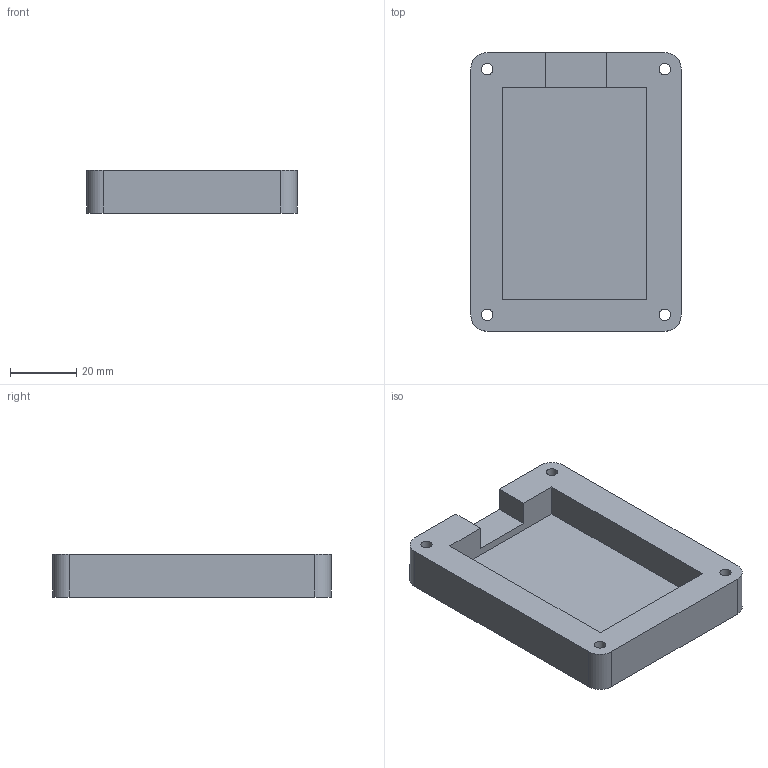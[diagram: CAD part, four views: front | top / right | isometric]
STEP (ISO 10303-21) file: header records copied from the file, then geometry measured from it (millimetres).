
FILE_DESCRIPTION(/* description */ (''),/* implementation_level */ '2;1');
FILE_NAME(/* name */ 'macpad.step',/* time_stamp */ '2025-11-16T19:37:59+05:30',/* author */ (''),/* organization */ (''),/* preprocessor_version */ 'ST-DEVELOPER v20.1',/* originating_system */ 'Autodesk Translation Framework v14.21.0.0',/* authorisation */ '');
FILE_SCHEMA (('AUTOMOTIVE_DESIGN { 1 0 10303 214 3 1 1 }'));
Length unit declared in the file: millimetre
Products named in the file (2): macpad; macpad_1
Assembly tree (1 placements, depth 2):
  macpad
    macpad_1
Bounding box: 63.7 x 84.3 x 13.2 mm (x, y, z)
Volume: 39266.2 mm3; surface area: 17079.4 mm2
Topology: 1 solids, 1 shells, 312 faces, 864 edges, 576 vertices
Faces by surface type: bspline 190, plane 110, cylinder 12
Full cylindrical faces by diameter (mm): 3.4 x4, 6 x4
Entity records: 11741 total; most frequent: CARTESIAN_POINT 4985, ORIENTED_EDGE 1728, EDGE_CURVE 864, DIRECTION 758, VERTEX_POINT 576, LINE 460, VECTOR 460, B_SPLINE_CURVE_WITH_KNOTS 380
